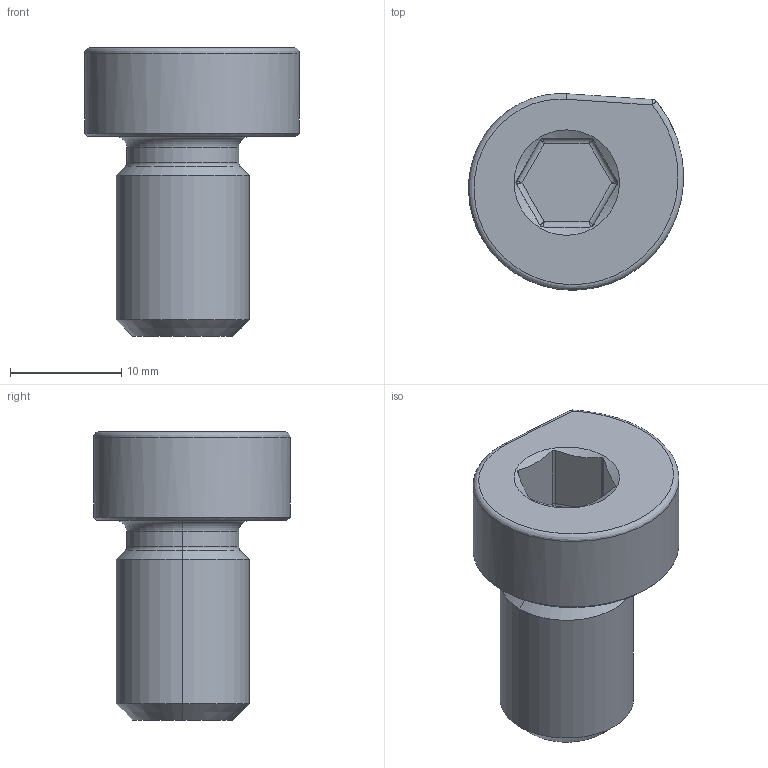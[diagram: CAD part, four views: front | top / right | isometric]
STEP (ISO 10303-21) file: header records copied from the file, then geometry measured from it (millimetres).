
FILE_DESCRIPTION (( 'STEP AP203' ), '1' );
FILE_NAME ('cp135-12001.STEP', '2021-10-25T23:35:38', ( '' ), ( '' ), 'SwSTEP 2.0', 'SolidWorks 2020', '' );
FILE_SCHEMA (( 'CONFIG_CONTROL_DESIGN' ));
Length unit declared in the file: millimetre
Products named in the file (1): cp135-12001
Bounding box: 19.37 x 17.68 x 26 mm (x, y, z)
Volume: 3760 mm3; surface area: 1833.7 mm2
Topology: 1 solids, 1 shells, 51 faces, 113 edges, 60 vertices
Faces by surface type: cylinder 19, plane 12, bspline 9, cone 6, torus 4, sphere 1
Entity records: 2199 total; most frequent: CARTESIAN_POINT 1136, ORIENTED_EDGE 214, DIRECTION 190, EDGE_CURVE 107, AXIS2_PLACEMENT_3D 74, VERTEX_POINT 60, EDGE_LOOP 53, ADVANCED_FACE 51
